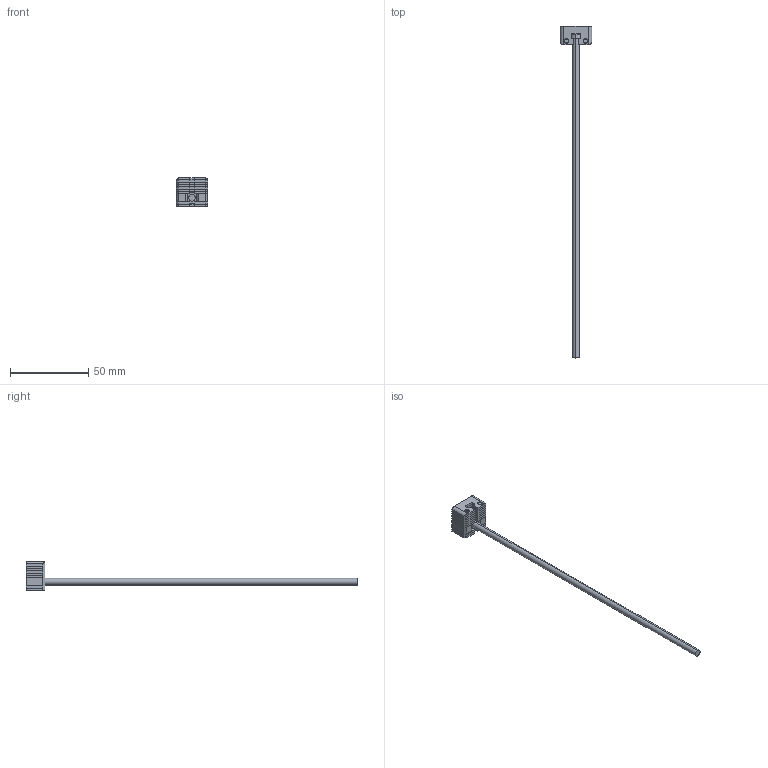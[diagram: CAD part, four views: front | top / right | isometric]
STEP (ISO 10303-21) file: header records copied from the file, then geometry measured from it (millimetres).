
FILE_DESCRIPTION (( 'STEP AP203' ), '1' );
FILE_NAME ('541b.STEP', '2023-10-10T11:50:24', ( '' ), ( '' ), 'SwSTEP 2.0', 'SolidWorks 2019', '' );
FILE_SCHEMA (( 'CONFIG_CONTROL_DESIGN' ));
Length unit declared in the file: millimetre
Products named in the file (6): Lamela_Radius b3c3347126d10d8d0999041393c4a4ce; Lamellar_Gas_Vent_ISGL20C b3c3347126d10d8d0999041393c4a4ce; 541b; Pin_20 b3c3347126d10d8d0999041393c4a4ce; Lamela b3c3347126d10d8d0999041393c4a4ce; Bolt b3c3347126d10d8d0999041393c4a4ce
Assembly tree (12 placements, depth 2):
  541b
    Lamellar_Gas_Vent_ISGL20C b3c3347126d10d8d0999041393c4a4ce
    Bolt b3c3347126d10d8d0999041393c4a4ce
    Lamela b3c3347126d10d8d0999041393c4a4ce  x7
    Lamela_Radius b3c3347126d10d8d0999041393c4a4ce
    Pin_20 b3c3347126d10d8d0999041393c4a4ce  x2
Bounding box: 20 x 212 x 18.52 mm (x, y, z)
Volume: 6791.7 mm3; surface area: 8956.3 mm2
Topology: 13 solids, 13 shells, 270 faces, 717 edges, 474 vertices
Faces by surface type: plane 165, cylinder 93, cone 12
Entity records: 4507 total; most frequent: DIRECTION 665, CARTESIAN_POINT 648, ORIENTED_EDGE 614, EDGE_CURVE 307, AXIS2_PLACEMENT_3D 227, VECTOR 211, LINE 211, VERTEX_POINT 202
